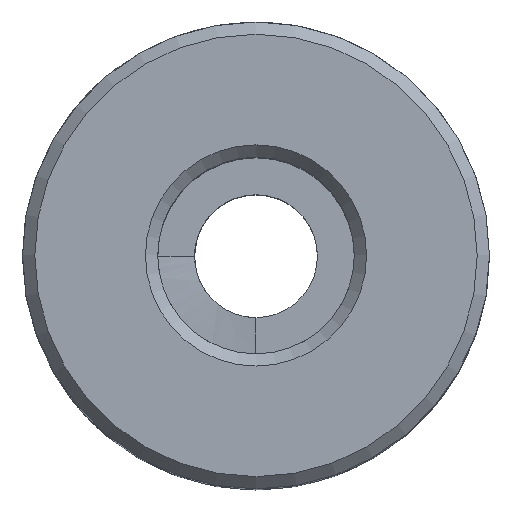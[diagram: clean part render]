
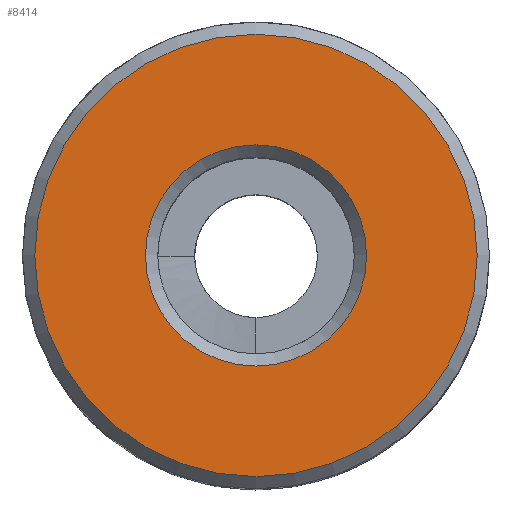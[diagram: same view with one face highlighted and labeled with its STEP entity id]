
A CAD part, top view. The second image highlights one B-rep face of the part: STEP entity #8414.
In plain terms, the highlighted planar face has unit normal (0, 0, 1).
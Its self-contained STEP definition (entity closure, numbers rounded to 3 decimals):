
#7021 = CONICAL_SURFACE('',#7022,9.5,0.785);
#7022 = AXIS2_PLACEMENT_3D('',#7023,#7024,#7025);
#7023 = CARTESIAN_POINT('',(0.,0.,12.));
#7024 = DIRECTION('',(-0.,-0.,-1.));
#7025 = DIRECTION('',(1.,0.,0.));
#7888 = VERTEX_POINT('',#7889);
#7889 = CARTESIAN_POINT('',(9.,0.,12.5));
#7912 = EDGE_CURVE('',#7888,#7888,#7913,.T.);
#7913 = SURFACE_CURVE('',#7914,(#7919,#7926),.PCURVE_S1.);
#7914 = CIRCLE('',#7915,9.);
#7915 = AXIS2_PLACEMENT_3D('',#7916,#7917,#7918);
#7916 = CARTESIAN_POINT('',(0.,0.,12.5));
#7917 = DIRECTION('',(0.,0.,1.));
#7918 = DIRECTION('',(1.,0.,0.));
#7919 = PCURVE('',#7021,#7920);
#7920 = DEFINITIONAL_REPRESENTATION('',(#7921),#7925);
#7921 = LINE('',#7922,#7923);
#7922 = CARTESIAN_POINT('',(-0.,-0.5));
#7923 = VECTOR('',#7924,1.);
#7924 = DIRECTION('',(-1.,-0.));
#7925 = ( GEOMETRIC_REPRESENTATION_CONTEXT(2) 
PARAMETRIC_REPRESENTATION_CONTEXT() REPRESENTATION_CONTEXT('2D SPACE',''
  ) );
#7926 = PCURVE('',#7927,#7932);
#7927 = PLANE('',#7928);
#7928 = AXIS2_PLACEMENT_3D('',#7929,#7930,#7931);
#7929 = CARTESIAN_POINT('',(0.,0.,12.5)
  );
#7930 = DIRECTION('',(0.,0.,1.));
#7931 = DIRECTION('',(1.,0.,0.));
#7932 = DEFINITIONAL_REPRESENTATION('',(#7933),#7937);
#7933 = CIRCLE('',#7934,9.);
#7934 = AXIS2_PLACEMENT_2D('',#7935,#7936);
#7935 = CARTESIAN_POINT('',(0.,0.));
#7936 = DIRECTION('',(1.,0.));
#7937 = ( GEOMETRIC_REPRESENTATION_CONTEXT(2) 
PARAMETRIC_REPRESENTATION_CONTEXT() REPRESENTATION_CONTEXT('2D SPACE',''
  ) );
#8396 = CONICAL_SURFACE('',#8397,4.,0.785);
#8397 = AXIS2_PLACEMENT_3D('',#8398,#8399,#8400);
#8398 = CARTESIAN_POINT('',(0.,0.,12.));
#8399 = DIRECTION('',(0.,0.,1.));
#8400 = DIRECTION('',(1.,0.,0.));
#8414 = ADVANCED_FACE('',(#8415,#8418),#7927,.T.);
#8415 = FACE_BOUND('',#8416,.T.);
#8416 = EDGE_LOOP('',(#8417));
#8417 = ORIENTED_EDGE('',*,*,#7912,.T.);
#8418 = FACE_BOUND('',#8419,.T.);
#8419 = EDGE_LOOP('',(#8420));
#8420 = ORIENTED_EDGE('',*,*,#8421,.T.);
#8421 = EDGE_CURVE('',#8422,#8422,#8424,.T.);
#8422 = VERTEX_POINT('',#8423);
#8423 = CARTESIAN_POINT('',(4.5,0.,12.5));
#8424 = SURFACE_CURVE('',#8425,(#8430,#8441),.PCURVE_S1.);
#8425 = CIRCLE('',#8426,4.5);
#8426 = AXIS2_PLACEMENT_3D('',#8427,#8428,#8429);
#8427 = CARTESIAN_POINT('',(0.,0.,12.5));
#8428 = DIRECTION('',(0.,0.,-1.));
#8429 = DIRECTION('',(1.,0.,0.));
#8430 = PCURVE('',#7927,#8431);
#8431 = DEFINITIONAL_REPRESENTATION('',(#8432),#8440);
#8432 = ( BOUNDED_CURVE() B_SPLINE_CURVE(2,(#8433,#8434,#8435,#8436,
#8437,#8438,#8439),.UNSPECIFIED.,.T.,.F.) B_SPLINE_CURVE_WITH_KNOTS((1,2
    ,2,2,2,1),(-2.094,0.,2.094,4.189,
6.283,8.378),.UNSPECIFIED.) CURVE() 
GEOMETRIC_REPRESENTATION_ITEM() RATIONAL_B_SPLINE_CURVE((1.,0.5,1.,0.5,
1.,0.5,1.)) REPRESENTATION_ITEM('') );
#8433 = CARTESIAN_POINT('',(4.5,0.));
#8434 = CARTESIAN_POINT('',(4.5,-7.794));
#8435 = CARTESIAN_POINT('',(-2.25,-3.897));
#8436 = CARTESIAN_POINT('',(-9.,0.));
#8437 = CARTESIAN_POINT('',(-2.25,3.897));
#8438 = CARTESIAN_POINT('',(4.5,7.794));
#8439 = CARTESIAN_POINT('',(4.5,0.));
#8440 = ( GEOMETRIC_REPRESENTATION_CONTEXT(2) 
PARAMETRIC_REPRESENTATION_CONTEXT() REPRESENTATION_CONTEXT('2D SPACE',''
  ) );
#8441 = PCURVE('',#8396,#8442);
#8442 = DEFINITIONAL_REPRESENTATION('',(#8443),#8447);
#8443 = LINE('',#8444,#8445);
#8444 = CARTESIAN_POINT('',(0.,0.5));
#8445 = VECTOR('',#8446,1.);
#8446 = DIRECTION('',(-1.,-0.));
#8447 = ( GEOMETRIC_REPRESENTATION_CONTEXT(2) 
PARAMETRIC_REPRESENTATION_CONTEXT() REPRESENTATION_CONTEXT('2D SPACE',''
  ) );
